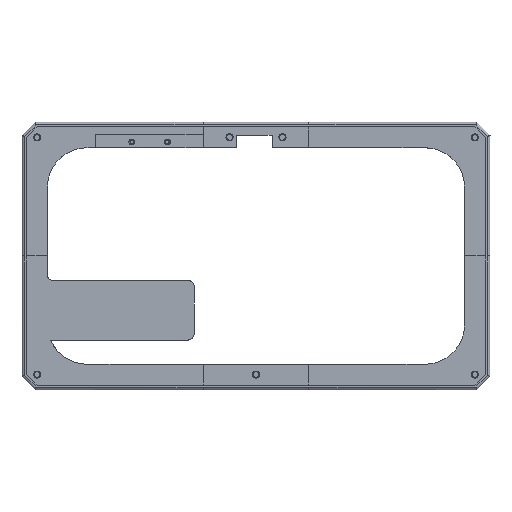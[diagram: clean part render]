
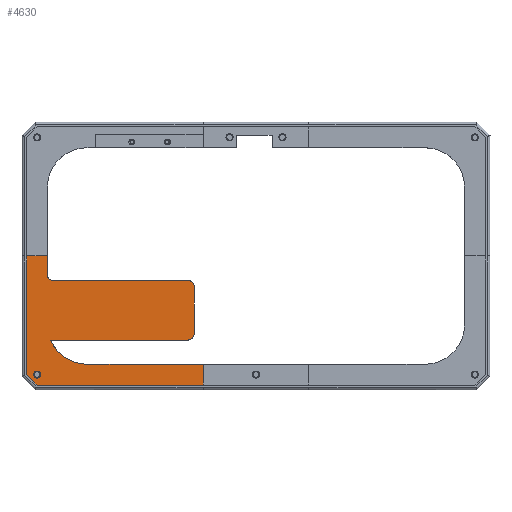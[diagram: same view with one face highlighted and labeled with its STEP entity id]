
A CAD part, top view. The second image highlights one B-rep face of the part: STEP entity #4630.
In plain terms, the highlighted planar face has unit normal (0, 0, 1).
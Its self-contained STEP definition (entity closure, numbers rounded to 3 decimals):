
#84=FACE_BOUND('',#716,.T.);
#193=PLANE('',#5037);
#425=FACE_OUTER_BOUND('',#715,.T.);
#715=EDGE_LOOP('',(#3828,#3829,#3830,#3831,#3832,#3833,#3834,#3835,#3836,
#3837,#3838,#3839,#3840,#3841,#3842));
#716=EDGE_LOOP('',(#3843));
#897=CIRCLE('',#4891,30.);
#901=CIRCLE('',#4897,3.5);
#910=CIRCLE('',#4912,5.);
#947=CIRCLE('',#4969,5.);
#983=CIRCLE('',#5033,3.5);
#984=CIRCLE('',#5038,2.65);
#1216=LINE('',#7045,#1667);
#1235=LINE('',#7091,#1686);
#1240=LINE('',#7120,#1691);
#1300=LINE('',#8141,#1751);
#1301=LINE('',#8143,#1752);
#1302=LINE('',#8145,#1753);
#1304=LINE('',#8148,#1755);
#1305=LINE('',#8150,#1756);
#1306=LINE('',#8152,#1757);
#1307=LINE('',#8153,#1758);
#1667=VECTOR('',#5643,10.);
#1686=VECTOR('',#5682,10.);
#1691=VECTOR('',#5697,10.);
#1751=VECTOR('',#6037,10.);
#1752=VECTOR('',#6040,10.);
#1753=VECTOR('',#6043,10.);
#1755=VECTOR('',#6047,10.);
#1756=VECTOR('',#6048,10.);
#1757=VECTOR('',#6049,10.);
#1758=VECTOR('',#6050,10.);
#2081=VERTEX_POINT('',#7042);
#2082=VERTEX_POINT('',#7044);
#2098=VERTEX_POINT('',#7088);
#2099=VERTEX_POINT('',#7090);
#2100=VERTEX_POINT('',#7094);
#2102=VERTEX_POINT('',#7097);
#2108=VERTEX_POINT('',#7125);
#2123=VERTEX_POINT('',#7391);
#2124=VERTEX_POINT('',#7393);
#2169=VERTEX_POINT('',#7945);
#2170=VERTEX_POINT('',#7947);
#2210=VERTEX_POINT('',#8134);
#2211=VERTEX_POINT('',#8136);
#2212=VERTEX_POINT('',#8149);
#2213=VERTEX_POINT('',#8151);
#2214=VERTEX_POINT('',#8154);
#2584=EDGE_CURVE('',#2081,#2082,#1216,.T.);
#2607=EDGE_CURVE('',#2098,#2099,#1235,.T.);
#2610=EDGE_CURVE('',#2102,#2100,#897,.F.);
#2616=EDGE_CURVE('',#2098,#2102,#1240,.T.);
#2620=EDGE_CURVE('',#2108,#2100,#901,.T.);
#2642=EDGE_CURVE('',#2123,#2124,#910,.T.);
#2711=EDGE_CURVE('',#2169,#2170,#947,.T.);
#2780=EDGE_CURVE('',#2210,#2211,#983,.T.);
#2783=EDGE_CURVE('',#2210,#2082,#1300,.T.);
#2784=EDGE_CURVE('',#2108,#2124,#1301,.T.);
#2785=EDGE_CURVE('',#2170,#2123,#1302,.T.);
#2787=EDGE_CURVE('',#2211,#2169,#1304,.T.);
#2788=EDGE_CURVE('',#2212,#2081,#1305,.T.);
#2789=EDGE_CURVE('',#2213,#2212,#1306,.T.);
#2790=EDGE_CURVE('',#2099,#2213,#1307,.T.);
#2791=EDGE_CURVE('',#2214,#2214,#984,.T.);
#3828=ORIENTED_EDGE('',*,*,#2711,.F.);
#3829=ORIENTED_EDGE('',*,*,#2787,.F.);
#3830=ORIENTED_EDGE('',*,*,#2780,.F.);
#3831=ORIENTED_EDGE('',*,*,#2783,.T.);
#3832=ORIENTED_EDGE('',*,*,#2584,.F.);
#3833=ORIENTED_EDGE('',*,*,#2788,.F.);
#3834=ORIENTED_EDGE('',*,*,#2789,.F.);
#3835=ORIENTED_EDGE('',*,*,#2790,.F.);
#3836=ORIENTED_EDGE('',*,*,#2607,.F.);
#3837=ORIENTED_EDGE('',*,*,#2616,.T.);
#3838=ORIENTED_EDGE('',*,*,#2610,.T.);
#3839=ORIENTED_EDGE('',*,*,#2620,.F.);
#3840=ORIENTED_EDGE('',*,*,#2784,.T.);
#3841=ORIENTED_EDGE('',*,*,#2642,.F.);
#3842=ORIENTED_EDGE('',*,*,#2785,.F.);
#3843=ORIENTED_EDGE('',*,*,#2791,.F.);
#4630=ADVANCED_FACE('',(#425,#84),#193,.T.);
#4891=AXIS2_PLACEMENT_3D('',#7098,#5687,#5688);
#4897=AXIS2_PLACEMENT_3D('',#7127,#5704,#5705);
#4912=AXIS2_PLACEMENT_3D('',#7394,#5742,#5743);
#4969=AXIS2_PLACEMENT_3D('',#7948,#5875,#5876);
#5033=AXIS2_PLACEMENT_3D('',#8137,#6031,#6032);
#5037=AXIS2_PLACEMENT_3D('',#8147,#6045,#6046);
#5038=AXIS2_PLACEMENT_3D('',#8155,#6051,#6052);
#5643=DIRECTION('',(1.,0.,0.));
#5682=DIRECTION('',(0.,-1.,0.));
#5687=DIRECTION('center_axis',(0.,0.,1.));
#5688=DIRECTION('ref_axis',(-0.707,-0.707,0.));
#5697=DIRECTION('',(-1.,0.,0.));
#5704=DIRECTION('center_axis',(0.,0.,1.));
#5705=DIRECTION('ref_axis',(-0.707,0.707,0.));
#5742=DIRECTION('center_axis',(0.,0.,-1.));
#5743=DIRECTION('ref_axis',(0.707,-0.707,0.));
#5875=DIRECTION('center_axis',(0.,0.,-1.));
#5876=DIRECTION('ref_axis',(0.707,0.707,0.));
#6031=DIRECTION('center_axis',(0.,0.,1.));
#6032=DIRECTION('ref_axis',(-0.707,-0.707,0.));
#6037=DIRECTION('',(0.,1.,0.));
#6040=DIRECTION('',(1.,0.,0.));
#6043=DIRECTION('',(0.,-1.,0.));
#6045=DIRECTION('center_axis',(0.,0.,1.));
#6046=DIRECTION('ref_axis',(1.,0.,0.));
#6047=DIRECTION('',(1.,0.,0.));
#6048=DIRECTION('',(0.,1.,0.));
#6049=DIRECTION('',(-0.707,0.707,0.));
#6050=DIRECTION('',(-1.,0.,0.));
#6051=DIRECTION('center_axis',(0.,0.,1.));
#6052=DIRECTION('ref_axis',(-1.,0.,0.));
#7042=CARTESIAN_POINT('',(-796.497,476.592,0.));
#7044=CARTESIAN_POINT('',(-780.634,476.592,0.));
#7045=CARTESIAN_POINT('',(-742.621,476.592,0.));
#7088=CARTESIAN_POINT('',(-662.359,394.361,0.));
#7090=CARTESIAN_POINT('',(-662.359,378.498,0.));
#7091=CARTESIAN_POINT('',(-662.357,435.48,0.));
#7094=CARTESIAN_POINT('',(-778.215,412.557,0.));
#7097=CARTESIAN_POINT('',(-750.636,394.362,0.));
#7098=CARTESIAN_POINT('Origin',(-750.635,424.362,0.));
#7120=CARTESIAN_POINT('',(-701.417,394.362,0.));
#7125=CARTESIAN_POINT('',(-777.136,412.727,0.));
#7127=CARTESIAN_POINT('Origin',(-777.136,409.227,0.));
#7391=CARTESIAN_POINT('',(-669.174,417.723,0.));
#7393=CARTESIAN_POINT('',(-674.174,412.724,0.));
#7394=CARTESIAN_POINT('Origin',(-674.174,417.724,0.));
#7945=CARTESIAN_POINT('',(-674.172,458.224,0.));
#7947=CARTESIAN_POINT('',(-669.173,453.223,0.));
#7948=CARTESIAN_POINT('Origin',(-674.173,453.224,0.));
#8134=CARTESIAN_POINT('',(-780.634,461.727,0.));
#8136=CARTESIAN_POINT('',(-777.134,458.227,0.));
#8137=CARTESIAN_POINT('Origin',(-777.134,461.727,0.));
#8141=CARTESIAN_POINT('',(-780.631,558.837,0.));
#8143=CARTESIAN_POINT('',(-780.636,412.727,0.));
#8145=CARTESIAN_POINT('',(-669.174,412.723,0.));
#8147=CARTESIAN_POINT('Origin',(-622.197,476.598,0.));
#8148=CARTESIAN_POINT('',(-780.634,458.227,0.));
#8149=CARTESIAN_POINT('',(-796.5,386.45,0.));
#8150=CARTESIAN_POINT('',(-796.498,431.527,0.));
#8151=CARTESIAN_POINT('',(-788.55,378.5,0.));
#8152=CARTESIAN_POINT('',(-771.488,361.437,0.));
#8153=CARTESIAN_POINT('',(-539.024,378.497,0.));
#8154=CARTESIAN_POINT('',(-785.9,386.45,0.));
#8155=CARTESIAN_POINT('Origin',(-788.55,386.45,0.));
